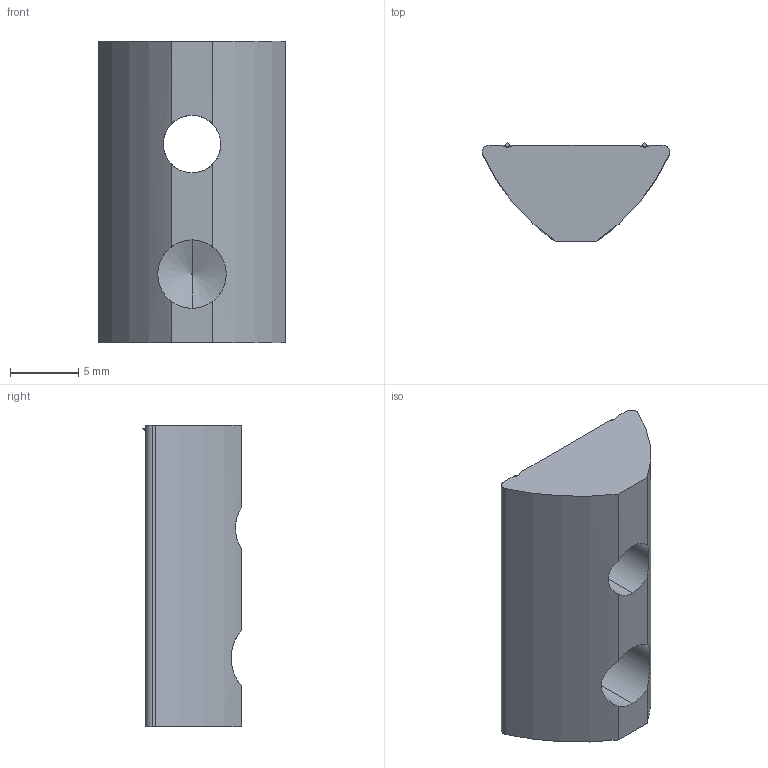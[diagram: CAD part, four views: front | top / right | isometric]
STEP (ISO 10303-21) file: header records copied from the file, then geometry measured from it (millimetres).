
FILE_DESCRIPTION (( 'STEP AP214' ), '1' );
FILE_NAME ('096005s01.STEP', '2014-08-18T09:03:59', ( '' ), ( '' ), 'SwSTEP 2.0', 'SolidWorks 2014', '' );
FILE_SCHEMA (( 'AUTOMOTIVE_DESIGN' ));
Length unit declared in the file: millimetre
Products named in the file (1): 096005s01
Bounding box: 13.7 x 7.2 x 22 mm (x, y, z)
Volume: 1281.1 mm3; surface area: 1044.8 mm2
Topology: 1 solids, 1 shells, 28 faces, 75 edges, 48 vertices
Faces by surface type: plane 17, cylinder 9, cone 2
Entity records: 991 total; most frequent: CARTESIAN_POINT 216, DIRECTION 153, ORIENTED_EDGE 150, EDGE_CURVE 75, AXIS2_PLACEMENT_3D 53, VERTEX_POINT 48, LINE 47, VECTOR 47
